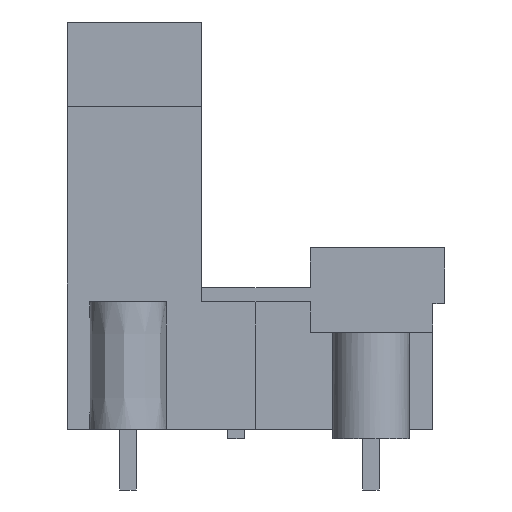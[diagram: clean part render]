
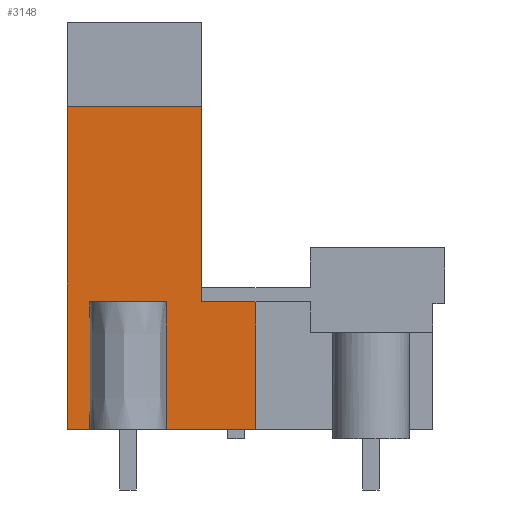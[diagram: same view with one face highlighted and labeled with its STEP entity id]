
A CAD part, left-side view. The second image highlights one B-rep face of the part: STEP entity #3148.
In plain terms, the highlighted planar face has unit normal (-1, 0, 0).
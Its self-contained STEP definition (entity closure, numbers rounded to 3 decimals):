
#3097=AXIS2_PLACEMENT_3D('Plane Axis2P3D',#3094,#3095,#3096) ;
#1258=CARTESIAN_POINT('Vertex',(3.84,11.84,3.8)) ;
#1261=CARTESIAN_POINT('Line Origine',(3.84,14.846,3.8)) ;
#1265=CARTESIAN_POINT('Vertex',(3.84,17.853,3.8)) ;
#1309=CARTESIAN_POINT('Vertex',(3.84,21.887,3.8)) ;
#1312=CARTESIAN_POINT('Line Origine',(3.84,22.779,3.8)) ;
#1316=CARTESIAN_POINT('Vertex',(3.84,23.67,3.8)) ;
#2619=CARTESIAN_POINT('Vertex',(3.84,15.24,12.7)) ;
#2649=CARTESIAN_POINT('Line Origine',(3.84,15.24,12.25)) ;
#2653=CARTESIAN_POINT('Vertex',(3.84,15.24,11.8)) ;
#2677=CARTESIAN_POINT('Vertex',(3.84,11.84,11.8)) ;
#2694=CARTESIAN_POINT('Line Origine',(3.84,13.54,11.8)) ;
#2924=CARTESIAN_POINT('Line Origine',(3.84,23.67,13.93)) ;
#2928=CARTESIAN_POINT('Vertex',(3.84,23.67,24.06)) ;
#3094=CARTESIAN_POINT('Axis2P3D Location',(3.84,23.67,3.2)) ;
#3099=CARTESIAN_POINT('Line Origine',(3.84,15.24,18.38)) ;
#3103=CARTESIAN_POINT('Vertex',(3.84,15.24,24.06)) ;
#3106=CARTESIAN_POINT('Line Origine',(3.84,19.455,24.06)) ;
#3111=CARTESIAN_POINT('Line Origine',(3.84,21.887,7.8)) ;
#3115=CARTESIAN_POINT('Vertex',(3.84,21.887,11.8)) ;
#3118=CARTESIAN_POINT('Line Origine',(3.84,19.87,11.8)) ;
#3122=CARTESIAN_POINT('Vertex',(3.84,17.853,11.8)) ;
#3125=CARTESIAN_POINT('Line Origine',(3.84,17.853,7.8)) ;
#3130=CARTESIAN_POINT('Line Origine',(3.84,11.84,7.8)) ;
#1262=DIRECTION('Vector Direction',(0.,-1.,0.)) ;
#1313=DIRECTION('Vector Direction',(0.,-1.,0.)) ;
#2650=DIRECTION('Vector Direction',(0.,0.,-1.)) ;
#2695=DIRECTION('Vector Direction',(0.,1.,0.)) ;
#2925=DIRECTION('Vector Direction',(0.,0.,1.)) ;
#3095=DIRECTION('Axis2P3D Direction',(-1.,0.,0.)) ;
#3096=DIRECTION('Axis2P3D XDirection',(0.,-1.,0.)) ;
#3100=DIRECTION('Vector Direction',(0.,0.,-1.)) ;
#3107=DIRECTION('Vector Direction',(0.,-1.,0.)) ;
#3112=DIRECTION('Vector Direction',(0.,0.,1.)) ;
#3119=DIRECTION('Vector Direction',(0.,1.,0.)) ;
#3126=DIRECTION('Vector Direction',(0.,0.,1.)) ;
#3131=DIRECTION('Vector Direction',(0.,0.,1.)) ;
#1263=VECTOR('Line Direction',#1262,1.) ;
#1314=VECTOR('Line Direction',#1313,1.) ;
#2651=VECTOR('Line Direction',#2650,1.) ;
#2696=VECTOR('Line Direction',#2695,1.) ;
#2926=VECTOR('Line Direction',#2925,1.) ;
#3101=VECTOR('Line Direction',#3100,1.) ;
#3108=VECTOR('Line Direction',#3107,1.) ;
#3113=VECTOR('Line Direction',#3112,1.) ;
#3120=VECTOR('Line Direction',#3119,1.) ;
#3127=VECTOR('Line Direction',#3126,1.) ;
#3132=VECTOR('Line Direction',#3131,1.) ;
#3136=ORIENTED_EDGE('',*,*,#3105,.F.) ;
#3137=ORIENTED_EDGE('',*,*,#3110,.T.) ;
#3138=ORIENTED_EDGE('',*,*,#2930,.T.) ;
#3139=ORIENTED_EDGE('',*,*,#1318,.T.) ;
#3140=ORIENTED_EDGE('',*,*,#3117,.T.) ;
#3141=ORIENTED_EDGE('',*,*,#3124,.F.) ;
#3142=ORIENTED_EDGE('',*,*,#3129,.F.) ;
#3143=ORIENTED_EDGE('',*,*,#1267,.T.) ;
#3144=ORIENTED_EDGE('',*,*,#3134,.T.) ;
#3145=ORIENTED_EDGE('',*,*,#2698,.T.) ;
#3146=ORIENTED_EDGE('',*,*,#2655,.F.) ;
#3148=ADVANCED_FACE('HOUSING',(#3147),#3098,.T.) ;
#1267=EDGE_CURVE('',#1266,#1259,#1264,.T.) ;
#1318=EDGE_CURVE('',#1317,#1310,#1315,.T.) ;
#2655=EDGE_CURVE('',#2620,#2654,#2652,.T.) ;
#2698=EDGE_CURVE('',#2678,#2654,#2697,.T.) ;
#2930=EDGE_CURVE('',#2929,#1317,#2927,.F.) ;
#3105=EDGE_CURVE('',#3104,#2620,#3102,.T.) ;
#3110=EDGE_CURVE('',#3104,#2929,#3109,.F.) ;
#3117=EDGE_CURVE('',#1310,#3116,#3114,.T.) ;
#3124=EDGE_CURVE('',#3123,#3116,#3121,.T.) ;
#3129=EDGE_CURVE('',#1266,#3123,#3128,.T.) ;
#3134=EDGE_CURVE('',#1259,#2678,#3133,.T.) ;
#3135=EDGE_LOOP('',(#3136,#3137,#3138,#3139,#3140,#3141,#3142,#3143,#3144,#3145,#3146)) ;
#3147=FACE_OUTER_BOUND('',#3135,.T.) ;
#1264=LINE('Line',#1261,#1263) ;
#1315=LINE('Line',#1312,#1314) ;
#2652=LINE('Line',#2649,#2651) ;
#2697=LINE('Line',#2694,#2696) ;
#2927=LINE('Line',#2924,#2926) ;
#3102=LINE('Line',#3099,#3101) ;
#3109=LINE('Line',#3106,#3108) ;
#3114=LINE('Line',#3111,#3113) ;
#3121=LINE('Line',#3118,#3120) ;
#3128=LINE('Line',#3125,#3127) ;
#3133=LINE('Line',#3130,#3132) ;
#3098=PLANE('',#3097) ;
#1259=VERTEX_POINT('',#1258) ;
#1266=VERTEX_POINT('',#1265) ;
#1310=VERTEX_POINT('',#1309) ;
#1317=VERTEX_POINT('',#1316) ;
#2620=VERTEX_POINT('',#2619) ;
#2654=VERTEX_POINT('',#2653) ;
#2678=VERTEX_POINT('',#2677) ;
#2929=VERTEX_POINT('',#2928) ;
#3104=VERTEX_POINT('',#3103) ;
#3116=VERTEX_POINT('',#3115) ;
#3123=VERTEX_POINT('',#3122) ;
